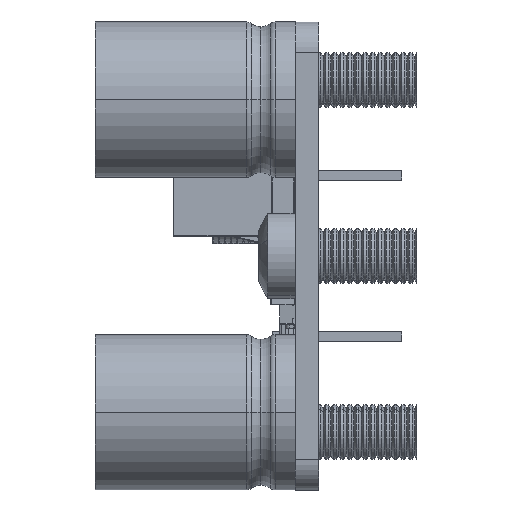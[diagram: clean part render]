
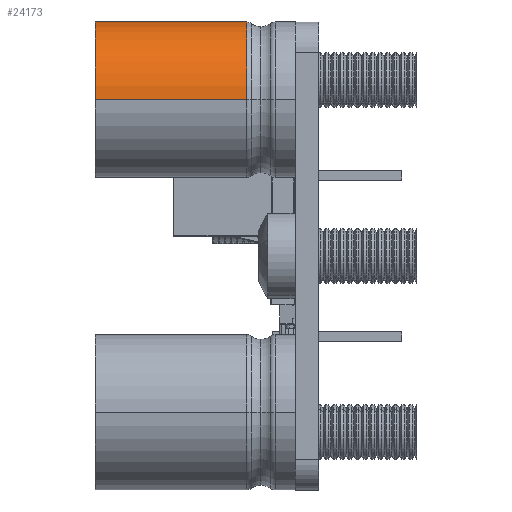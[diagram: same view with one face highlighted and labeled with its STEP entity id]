
A CAD part, left-side view. The second image highlights one B-rep face of the part: STEP entity #24173.
In plain terms, the highlighted cylindrical face has radius 5.1 mm (diameter 10.2 mm), a partial arc.
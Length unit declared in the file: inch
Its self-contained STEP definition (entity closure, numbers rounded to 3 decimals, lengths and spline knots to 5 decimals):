
#297 = LINE ( 'NONE', #742, #21510 ) ;
#742 = CARTESIAN_POINT ( 'NONE',  ( 0.2585, 0.24432, 0. ) ) ;
#1682 = EDGE_LOOP ( 'NONE', ( #31799, #21626, #15730, #16162 ) ) ;
#2379 = VERTEX_POINT ( 'NONE', #19578 ) ;
#2869 = VERTEX_POINT ( 'NONE', #29579 ) ;
#3113 = CIRCLE ( 'NONE', #20014, 0.20079 ) ;
#3638 = DIRECTION ( 'NONE',  ( -1., 0., 0. ) ) ;
#5409 = DIRECTION ( 'NONE',  ( 0., 1., 0. ) ) ;
#8104 = FACE_OUTER_BOUND ( 'NONE', #1682, .T. ) ;
#8477 = CARTESIAN_POINT ( 'NONE',  ( 0.05772, -0.13937, 0. ) ) ;
#8531 = EDGE_CURVE ( 'NONE', #9069, #2379, #297, .T. ) ;
#9069 = VERTEX_POINT ( 'NONE', #23777 ) ;
#9423 = AXIS2_PLACEMENT_3D ( 'NONE', #8477, #5409, #20546 ) ;
#9657 = DIRECTION ( 'NONE',  ( 0., 1., 0. ) ) ;
#12805 = DIRECTION ( 'NONE',  ( -1., 0., 0. ) ) ;
#14889 = EDGE_CURVE ( 'NONE', #21141, #2379, #3113, .T. ) ;
#15593 = AXIS2_PLACEMENT_3D ( 'NONE', #21253, #29871, #3638 ) ;
#15730 = ORIENTED_EDGE ( 'NONE', *, *, #14889, .F. ) ;
#16162 = ORIENTED_EDGE ( 'NONE', *, *, #30262, .F. ) ;
#16626 = CARTESIAN_POINT ( 'NONE',  ( -0.14307, 0.24432, 0. ) ) ;
#18709 = CARTESIAN_POINT ( 'NONE',  ( 0.05772, 0.25219, 0. ) ) ;
#19578 = CARTESIAN_POINT ( 'NONE',  ( 0.2585, 0.25219, 0. ) ) ;
#19938 = CARTESIAN_POINT ( 'NONE',  ( -0.14307, 0.25219, 0. ) ) ;
#20014 = AXIS2_PLACEMENT_3D ( 'NONE', #18709, #27461, #12805 ) ;
#20546 = DIRECTION ( 'NONE',  ( -1., 0., 0. ) ) ;
#21141 = VERTEX_POINT ( 'NONE', #19938 ) ;
#21253 = CARTESIAN_POINT ( 'NONE',  ( 0.05772, 0.24432, 0. ) ) ;
#21510 = VECTOR ( 'NONE', #9657, 39.37008 ) ;
#21626 = ORIENTED_EDGE ( 'NONE', *, *, #8531, .T. ) ;
#22349 = LINE ( 'NONE', #16626, #28299 ) ;
#23777 = CARTESIAN_POINT ( 'NONE',  ( 0.2585, -0.13937, 0. ) ) ;
#24173 = ADVANCED_FACE ( 'NONE', ( #8104 ), #30643, .T. ) ;
#27461 = DIRECTION ( 'NONE',  ( 0., 1., 0. ) ) ;
#28299 = VECTOR ( 'NONE', #33983, 39.37008 ) ;
#28871 = CIRCLE ( 'NONE', #9423, 0.20079 ) ;
#29244 = EDGE_CURVE ( 'NONE', #2869, #9069, #28871, .T. ) ;
#29579 = CARTESIAN_POINT ( 'NONE',  ( -0.14307, -0.13937, 0. ) ) ;
#29871 = DIRECTION ( 'NONE',  ( 0., 1., 0. ) ) ;
#30262 = EDGE_CURVE ( 'NONE', #2869, #21141, #22349, .T. ) ;
#30643 = CYLINDRICAL_SURFACE ( 'NONE', #15593, 0.20079 ) ;
#31799 = ORIENTED_EDGE ( 'NONE', *, *, #29244, .T. ) ;
#33983 = DIRECTION ( 'NONE',  ( 0., 1., 0. ) ) ;
